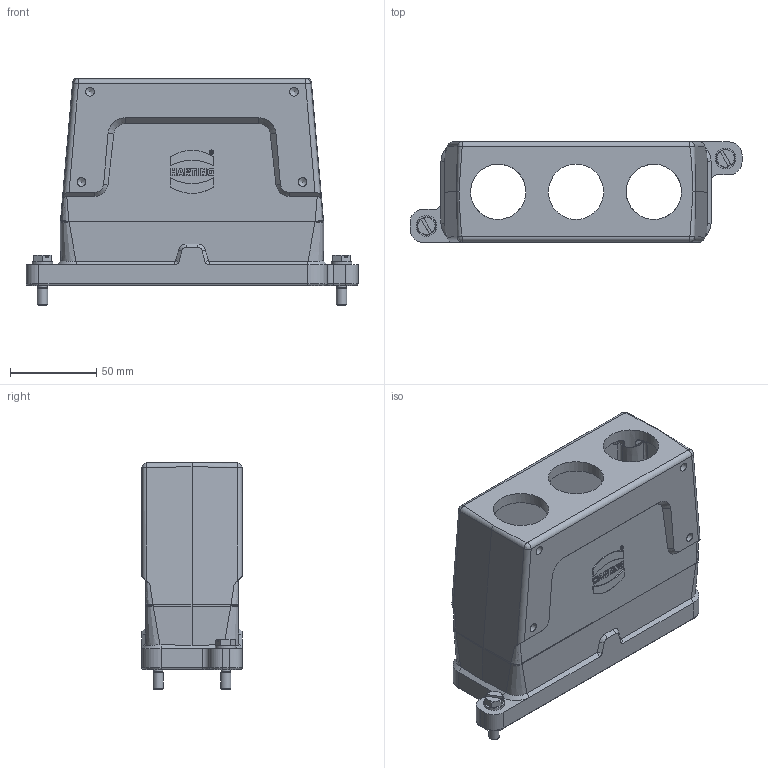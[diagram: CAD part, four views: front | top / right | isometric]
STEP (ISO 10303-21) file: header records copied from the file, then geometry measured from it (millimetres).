
FILE_DESCRIPTION(/* description */ (''),/* implementation_level */ '2;1');
FILE_NAME(/* name */ '100221336ugm000_b.stp',/* time_stamp */ '2014-11-03T23:18:29+01:00',/* author */ (''),/* organization */ (''),/* preprocessor_version */ 'ST-DEVELOPER v15',/* originating_system */ 'SIEMENS PLM Software NX 8.5',/* authorisation */ '');
FILE_SCHEMA (('AUTOMOTIVE_DESIGN { 1 0 10303 214 3 1 1 1 }'));
Length unit declared in the file: millimetre
Products named in the file (1): 100221336ugm000_b
Bounding box: 192 x 58 x 130.95 mm (x, y, z)
Volume: 266069.3 mm3; surface area: 105681.7 mm2
Topology: 1 solids, 1 shells, 521 faces, 1331 edges, 811 vertices
Faces by surface type: plane 217, cylinder 130, bspline 110, cone 60, torus 4
Full cylindrical faces by diameter (mm): 1.883 x1, 2.464 x1, 5 x4, 5.3 x2, 6 x6, 6.2 x2, 12 x2, 13 x2, 32 x3
Entity records: 21380 total; most frequent: CARTESIAN_POINT 6449, ORIENTED_EDGE 2416, DIRECTION 2096, EDGE_CURVE 1208, VERTEX_POINT 763, AXIS2_PLACEMENT_3D 726, LINE 644, VECTOR 644
